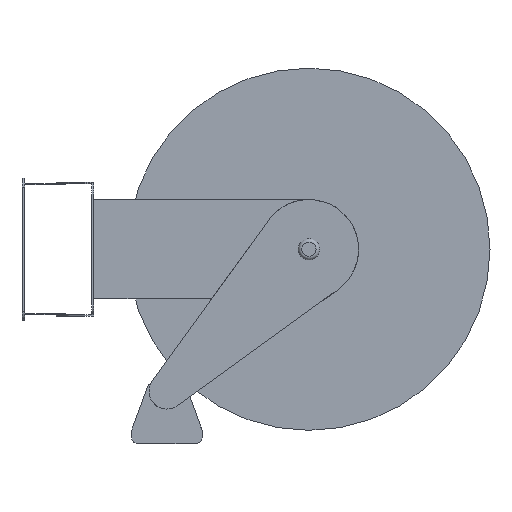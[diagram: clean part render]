
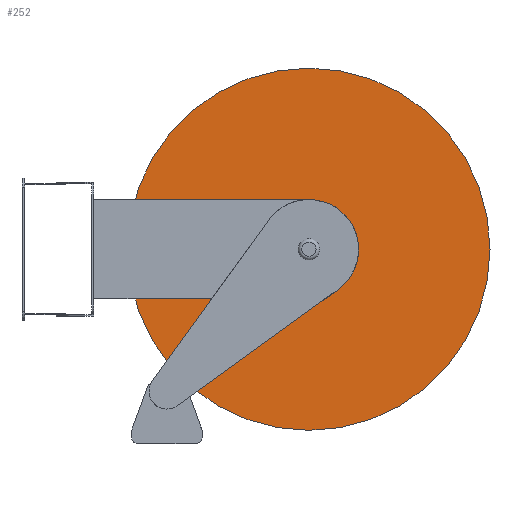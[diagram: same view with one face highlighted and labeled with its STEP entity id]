
A CAD part, left-side view. The second image highlights one B-rep face of the part: STEP entity #252.
In plain terms, the highlighted planar face has unit normal (-1, 0, 0).
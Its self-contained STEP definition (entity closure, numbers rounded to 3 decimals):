
#252 = ADVANCED_FACE( '', ( #575, #576 ), #577, .T. );
#575 = FACE_BOUND( '', #978, .T. );
#576 = FACE_OUTER_BOUND( '', #979, .T. );
#577 = PLANE( '', #980 );
#978 = EDGE_LOOP( '', ( #1668 ) );
#979 = EDGE_LOOP( '', ( #1669 ) );
#980 = AXIS2_PLACEMENT_3D( '', #1670, #1671, #1672 );
#1668 = ORIENTED_EDGE( '', *, *, #2556, .F. );
#1669 = ORIENTED_EDGE( '', *, *, #2345, .T. );
#1670 = CARTESIAN_POINT( '', ( -62.5, 0., 0. ) );
#1671 = DIRECTION( '', ( -1., 0., 0. ) );
#1672 = DIRECTION( '', ( 0., -1., 0. ) );
#2345 = EDGE_CURVE( '', #2811, #2811, #2812, .T. );
#2556 = EDGE_CURVE( '', #3149, #3149, #3150, .T. );
#2811 = VERTEX_POINT( '', #3480 );
#2812 = CIRCLE( '', #3481, 255. );
#3149 = VERTEX_POINT( '', #3930 );
#3150 = CIRCLE( '', #3931, 35. );
#3480 = CARTESIAN_POINT( '', ( -62.5, 255., 0. ) );
#3481 = AXIS2_PLACEMENT_3D( '', #4258, #4259, #4260 );
#3930 = CARTESIAN_POINT( '', ( -62.5, -35., 0. ) );
#3931 = AXIS2_PLACEMENT_3D( '', #4532, #4533, #4534 );
#4258 = CARTESIAN_POINT( '', ( -62.5, 0., 0. ) );
#4259 = DIRECTION( '', ( -1., 0., 0. ) );
#4260 = DIRECTION( '', ( 0., 1., 0. ) );
#4532 = CARTESIAN_POINT( '', ( -62.5, 0., 0. ) );
#4533 = DIRECTION( '', ( -1., 0., 0. ) );
#4534 = DIRECTION( '', ( 0., -1., 0. ) );
